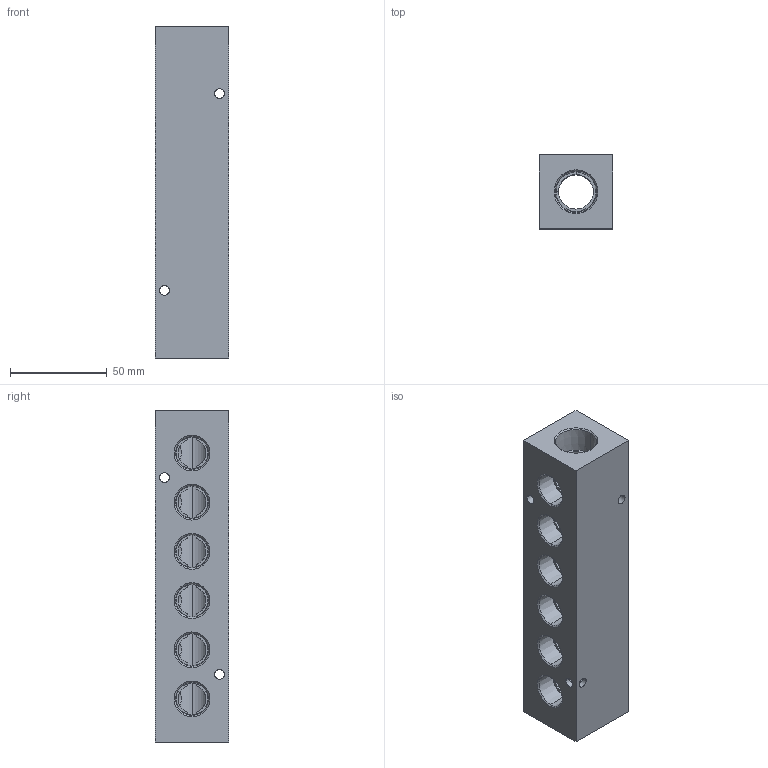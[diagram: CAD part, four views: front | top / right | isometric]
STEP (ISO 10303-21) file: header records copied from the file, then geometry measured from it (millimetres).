
FILE_DESCRIPTION (( 'STEP AP203' ), '1' );
FILE_NAME ('MRA-6ED-90.step', '2015-12-02T21:09:59', ( '' ), ( '' ), 'SwSTEP 2.0', 'SolidWorks 2015', '' );
FILE_SCHEMA (( 'CONFIG_CONTROL_DESIGN' ));
Length unit declared in the file: inch
Products named in the file (1): MRA-6ED-90
Bounding box: 38.1 x 38.1 x 171.45 mm (x, y, z)
Volume: 171469.7 mm3; surface area: 42990.1 mm2
Topology: 1 solids, 1 shells, 130 faces, 374 edges, 232 vertices
Faces by surface type: cone 56, cylinder 42, plane 32
Entity records: 5177 total; most frequent: CARTESIAN_POINT 1763, ORIENTED_EDGE 748, DIRECTION 658, EDGE_CURVE 374, AXIS2_PLACEMENT_3D 259, VERTEX_POINT 232, EDGE_LOOP 154, LINE 140
